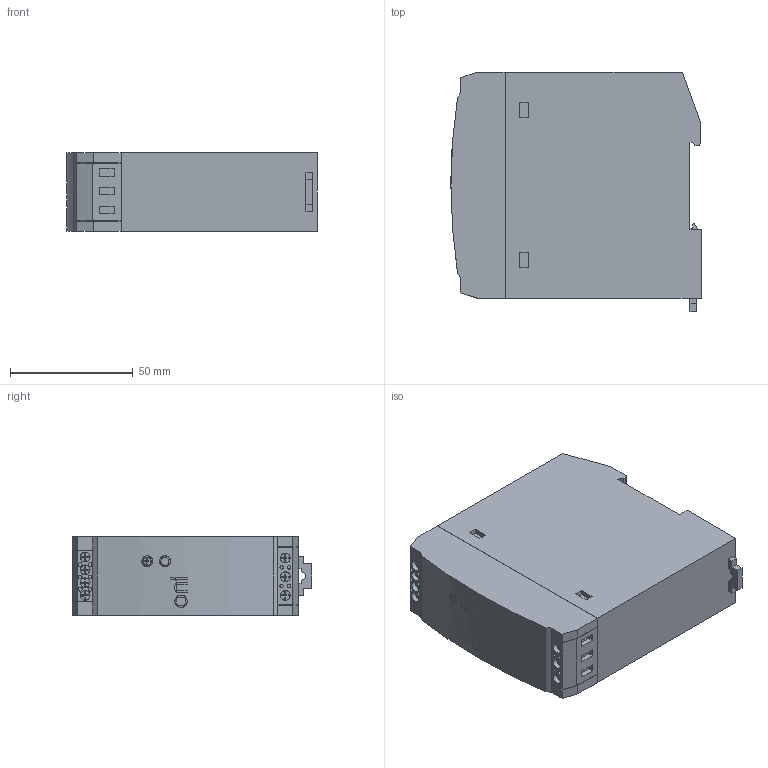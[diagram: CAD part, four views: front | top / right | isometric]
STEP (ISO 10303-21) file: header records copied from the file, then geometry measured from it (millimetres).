
FILE_DESCRIPTION(('STEP AP203'), '1');
FILE_NAME('Áëîê ïèòàíèÿ OPS 220B AC 12B DC 15Âò ONI', '', ('UNSPECIFIED'), ('UNSPECIFIED'), 'ASCON STEP Converter 1.6', 'ASCON Math Kernel', '');
FILE_SCHEMA(('CONFIG_CONTROL_DESIGN'));
Length unit declared in the file: millimetre
Bounding box: 101.7 x 97.5 x 32 mm (x, y, z)
Volume: 285999.7 mm3; surface area: 34558.7 mm2
Topology: 1 solids, 1 shells, 363 faces, 894 edges, 571 vertices
Faces by surface type: plane 309, cylinder 50, bspline 4
Full cylindrical faces by diameter (mm): 1.4 x4, 1.6 x6, 4 x7, 4.3 x2, 4.5 x2, 5 x1
Entity records: 14642 total; most frequent: CARTESIAN_POINT 3313, ORIENTED_EDGE 1728, DIRECTION 1665, EDGE_CURVE 864, LINE 695, VECTOR 695, VERTEX_POINT 568, AXIS2_PLACEMENT_3D 485
